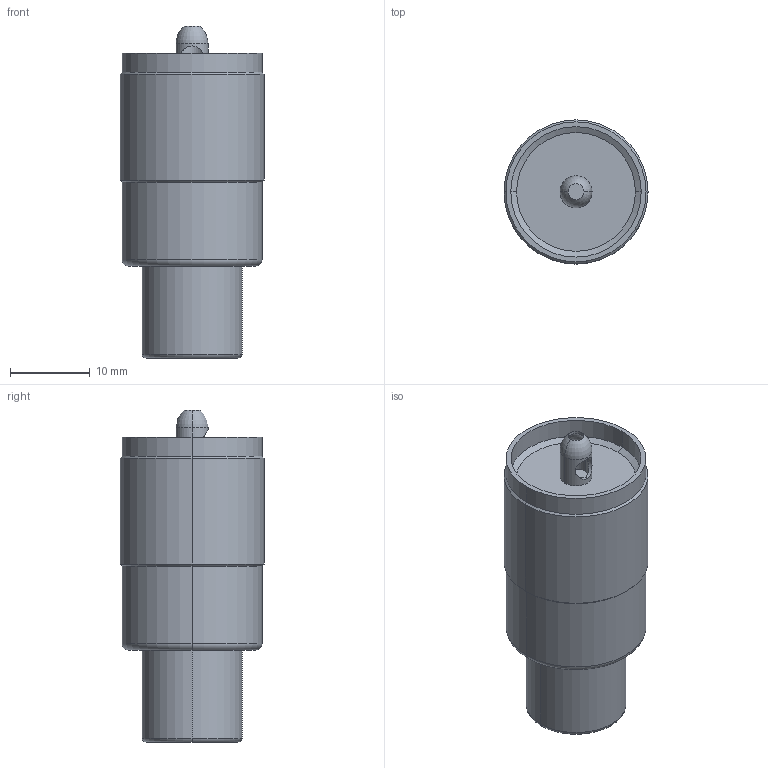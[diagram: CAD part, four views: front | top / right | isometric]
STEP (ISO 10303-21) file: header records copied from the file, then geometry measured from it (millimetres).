
FILE_DESCRIPTION (( 'STEP AP214' ), '1' );
FILE_NAME ('J01040A0602.STEP', '2018-11-20T07:38:32', ( '' ), ( '' ), 'SwSTEP 2.0', 'SolidWorks 2017', '' );
FILE_SCHEMA (( 'AUTOMOTIVE_DESIGN' ));
Length unit declared in the file: millimetre
Products named in the file (1): J01040A0602
Bounding box: 18 x 18 x 41.5 mm (x, y, z)
Volume: 7015.5 mm3; surface area: 2809.9 mm2
Topology: 1 solids, 1 shells, 42 faces, 84 edges, 48 vertices
Faces by surface type: cylinder 20, torus 8, cone 8, plane 6
Entity records: 1653 total; most frequent: CARTESIAN_POINT 281, DIRECTION 218, ORIENTED_EDGE 168, AXIS2_PLACEMENT_3D 95, EDGE_CURVE 84, CIRCLE 52, EDGE_LOOP 48, VERTEX_POINT 48
